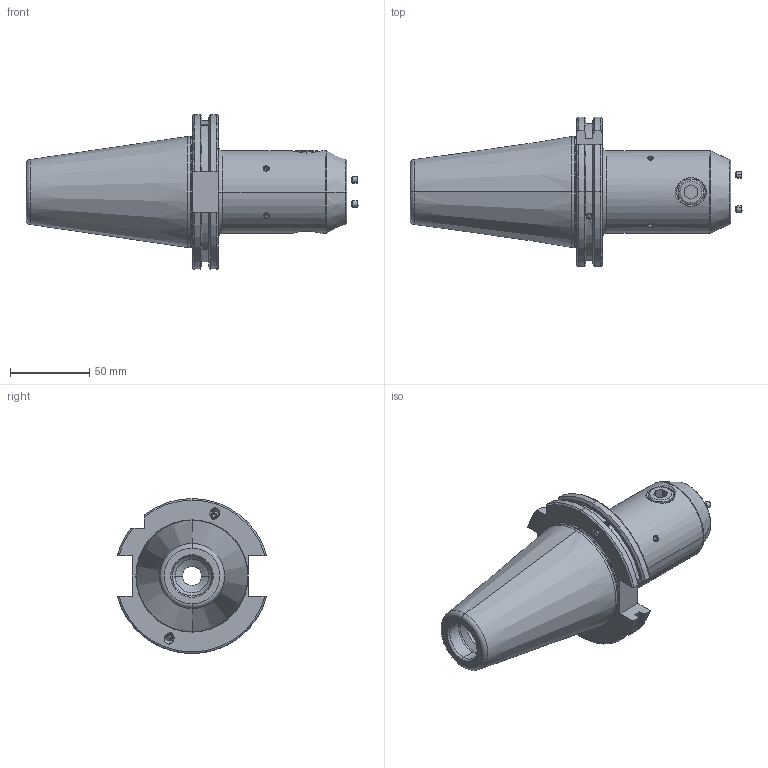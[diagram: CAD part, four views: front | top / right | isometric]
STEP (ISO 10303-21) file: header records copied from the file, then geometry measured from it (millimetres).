
FILE_DESCRIPTION (( 'STEP AP203' ), '1' );
FILE_NAME ('FWS509H-EKH20100.STEP', '2024-08-29T10:54:51', ( '' ), ( '' ), 'SwSTEP 2.0', 'SolidWorks 2024', '' );
FILE_SCHEMA (( 'CONFIG_CONTROL_DESIGN' ));
Length unit declared in the file: millimetre
Products named in the file (6): SK50EK20100FWW; GS-M16X16-DIN1835-B_ISO 4026 - M16 x 10-N; GS-M4X4_DIN 913 - M4 x 4-N; GS-M4X4-COATING_DIN 913 - M4 x 4-N; FWS509H-EKH20100
Assembly tree (15 placements, depth 3):
  FWS509H-EKH20100
    SK50EK20100FWW
      SK50EK20100FWW
      GS-M16X16-DIN1835-B_ISO 4026 - M16 x 10-N
      GS-M4X4_DIN 913 - M4 x 4-N  x10
      GS-M4X4-COATING_DIN 913 - M4 x 4-N  x2
Bounding box: 208.88 x 94.05 x 97.5 mm (x, y, z)
Volume: 473930.6 mm3; surface area: 65542.1 mm2
Topology: 14 solids, 14 shells, 438 faces, 1029 edges, 640 vertices
Faces by surface type: plane 145, cone 144, cylinder 125, torus 22, sphere 2
Entity records: 9489 total; most frequent: CARTESIAN_POINT 2715, DIRECTION 1268, ORIENTED_EDGE 1218, EDGE_CURVE 609, AXIS2_PLACEMENT_3D 508, VERTEX_POINT 378, EDGE_LOOP 289, LINE 252
